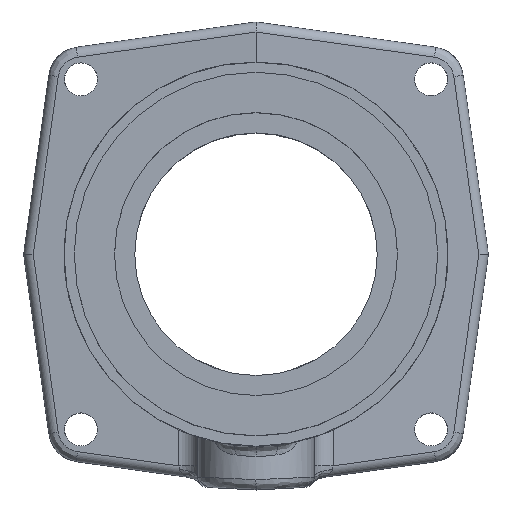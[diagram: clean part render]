
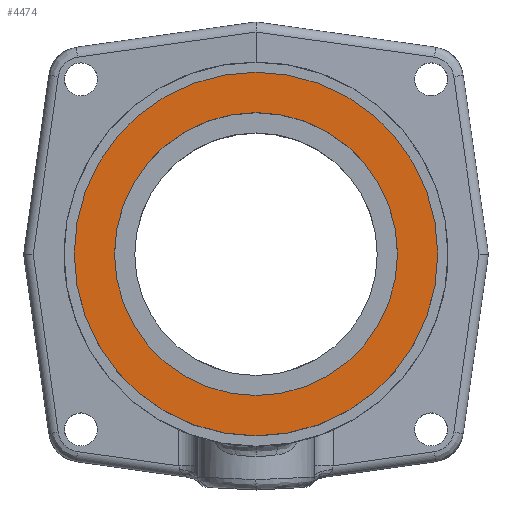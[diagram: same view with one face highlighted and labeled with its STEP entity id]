
A CAD part, top view. The second image highlights one B-rep face of the part: STEP entity #4474.
In plain terms, the highlighted planar face has unit normal (0, 0, 1).
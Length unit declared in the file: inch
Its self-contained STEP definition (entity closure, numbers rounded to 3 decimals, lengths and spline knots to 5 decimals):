
#1075=CARTESIAN_POINT('',(0.,0.,3.4995));
#1076=DIRECTION('',(0.,0.,-1.));
#1077=DIRECTION('',(0.,1.,0.));
#1078=AXIS2_PLACEMENT_3D('',#1075,#1076,#1077);
#1080=CARTESIAN_POINT('',(0.,0.,3.4995));
#1081=DIRECTION('',(0.,0.,-1.));
#1082=DIRECTION('',(0.,-1.,0.));
#1083=AXIS2_PLACEMENT_3D('',#1080,#1081,#1082);
#1093=CARTESIAN_POINT('',(0.,0.,3.4995));
#1094=DIRECTION('',(0.,0.,-1.));
#1095=DIRECTION('',(0.,1.,0.));
#1096=AXIS2_PLACEMENT_3D('',#1093,#1094,#1095);
#1098=CARTESIAN_POINT('',(0.,0.,3.4995));
#1099=DIRECTION('',(0.,0.,1.));
#1100=DIRECTION('',(0.,1.,0.));
#1101=AXIS2_PLACEMENT_3D('',#1098,#1099,#1100);
#2637=CARTESIAN_POINT('',(0.,2.2485,3.4995));
#2639=VERTEX_POINT('',#2637);
#2649=CARTESIAN_POINT('',(0.,-2.2485,3.4995));
#2651=VERTEX_POINT('',#2649);
#2721=CARTESIAN_POINT('',(0.,1.75,3.4995));
#2722=CARTESIAN_POINT('',(0.,-1.75,3.4995));
#2723=VERTEX_POINT('',#2721);
#2724=VERTEX_POINT('',#2722);
#4458=CARTESIAN_POINT('',(0.,0.,3.4995));
#4459=DIRECTION('',(0.,0.,1.));
#4460=DIRECTION('',(0.,1.,0.));
#4461=AXIS2_PLACEMENT_3D('',#4458,#4459,#4460);
#4462=PLANE('',#4461);
#4464=ORIENTED_EDGE('',*,*,#4463,.T.);
#4466=ORIENTED_EDGE('',*,*,#4465,.F.);
#4467=EDGE_LOOP('',(#4464,#4466));
#4468=FACE_OUTER_BOUND('',#4467,.F.);
#4470=ORIENTED_EDGE('',*,*,#4469,.F.);
#4471=ORIENTED_EDGE('',*,*,#4448,.F.);
#4472=EDGE_LOOP('',(#4470,#4471));
#4473=FACE_BOUND('',#4472,.F.);
#1079=CIRCLE('',#1078,1.75);
#1084=CIRCLE('',#1083,1.75);
#1097=CIRCLE('',#1096,2.2485);
#1102=CIRCLE('',#1101,2.2485);
#4448=EDGE_CURVE('',#2724,#2723,#1084,.T.);
#4463=EDGE_CURVE('',#2639,#2651,#1097,.T.);
#4465=EDGE_CURVE('',#2639,#2651,#1102,.T.);
#4469=EDGE_CURVE('',#2723,#2724,#1079,.T.);
#4474=ADVANCED_FACE('',(#4468,#4473),#4462,.T.);
